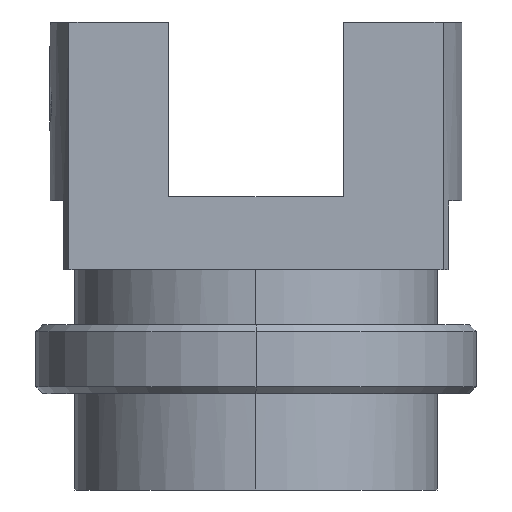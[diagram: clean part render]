
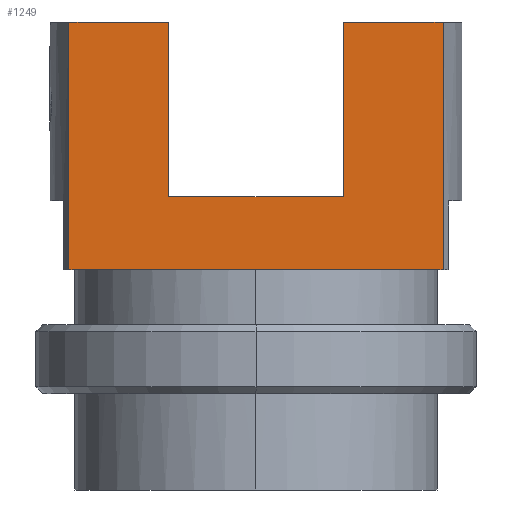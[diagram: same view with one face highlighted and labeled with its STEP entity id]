
A CAD part, left-side view. The second image highlights one B-rep face of the part: STEP entity #1249.
In plain terms, the highlighted planar face has unit normal (-1, 0, 0).
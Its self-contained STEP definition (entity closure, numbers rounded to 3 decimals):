
#4 = EDGE_CURVE ( 'NONE', #92, #398, #976, .T. ) ;
#10 = CARTESIAN_POINT ( 'NONE',  ( -6.35, -6.35, 21.3 ) ) ;
#19 = EDGE_LOOP ( 'NONE', ( #187, #1179, #958, #454, #1185, #587, #1201, #112, #1423, #326 ) ) ;
#53 = DIRECTION ( 'NONE',  ( -1., 0., 0. ) ) ;
#55 = VECTOR ( 'NONE', #935, 1000. ) ;
#61 = VERTEX_POINT ( 'NONE', #699 ) ;
#92 = VERTEX_POINT ( 'NONE', #850 ) ;
#112 = ORIENTED_EDGE ( 'NONE', *, *, #686, .T. ) ;
#152 = VERTEX_POINT ( 'NONE', #10 ) ;
#163 = VECTOR ( 'NONE', #1485, 1000. ) ;
#187 = ORIENTED_EDGE ( 'NONE', *, *, #1539, .T. ) ;
#215 = EDGE_CURVE ( 'NONE', #888, #922, #505, .T. ) ;
#254 = CARTESIAN_POINT ( 'NONE',  ( -6.35, 6.35, 21.3 ) ) ;
#272 = DIRECTION ( 'NONE',  ( 0., -1., 0. ) ) ;
#286 = CARTESIAN_POINT ( 'NONE',  ( -6.35, 16., 16. ) ) ;
#297 = CARTESIAN_POINT ( 'NONE',  ( -6.35, 6.35, 34. ) ) ;
#307 = DIRECTION ( 'NONE',  ( 0., 0., -1. ) ) ;
#326 = ORIENTED_EDGE ( 'NONE', *, *, #1006, .T. ) ;
#356 = EDGE_CURVE ( 'NONE', #152, #1081, #1606, .T. ) ;
#360 = VERTEX_POINT ( 'NONE', #561 ) ;
#389 = FACE_OUTER_BOUND ( 'NONE', #19, .T. ) ;
#398 = VERTEX_POINT ( 'NONE', #297 ) ;
#424 = CARTESIAN_POINT ( 'NONE',  ( -6.35, 16., 16. ) ) ;
#430 = CARTESIAN_POINT ( 'NONE',  ( -6.35, 13.59, 43. ) ) ;
#442 = CARTESIAN_POINT ( 'NONE',  ( -6.35, 11.515, 16. ) ) ;
#444 = DIRECTION ( 'NONE',  ( 0., 0., 1. ) ) ;
#447 = DIRECTION ( 'NONE',  ( 0., -1., 0. ) ) ;
#454 = ORIENTED_EDGE ( 'NONE', *, *, #356, .T. ) ;
#482 = VECTOR ( 'NONE', #741, 1000. ) ;
#505 = LINE ( 'NONE', #970, #163 ) ;
#506 = EDGE_CURVE ( 'NONE', #1081, #398, #583, .T. ) ;
#543 = VECTOR ( 'NONE', #444, 1000. ) ;
#555 = EDGE_CURVE ( 'NONE', #360, #152, #916, .T. ) ;
#561 = CARTESIAN_POINT ( 'NONE',  ( -6.35, -6.35, 34. ) ) ;
#564 = CARTESIAN_POINT ( 'NONE',  ( -6.35, 6.35, 21.3 ) ) ;
#583 = LINE ( 'NONE', #1469, #543 ) ;
#587 = ORIENTED_EDGE ( 'NONE', *, *, #4, .F. ) ;
#611 = VERTEX_POINT ( 'NONE', #878 ) ;
#667 = VECTOR ( 'NONE', #996, 1000. ) ;
#686 = EDGE_CURVE ( 'NONE', #611, #888, #690, .T. ) ;
#690 = LINE ( 'NONE', #424, #1373 ) ;
#699 = CARTESIAN_POINT ( 'NONE',  ( -6.35, -13.59, 34. ) ) ;
#741 = DIRECTION ( 'NONE',  ( 0., 0., -1. ) ) ;
#775 = CARTESIAN_POINT ( 'NONE',  ( -6.35, 16., 34. ) ) ;
#845 = VERTEX_POINT ( 'NONE', #1076 ) ;
#850 = CARTESIAN_POINT ( 'NONE',  ( -6.35, 13.59, 34. ) ) ;
#858 = LINE ( 'NONE', #1613, #667 ) ;
#878 = CARTESIAN_POINT ( 'NONE',  ( -6.35, 13.59, 16. ) ) ;
#881 = LINE ( 'NONE', #1144, #1080 ) ;
#888 = VERTEX_POINT ( 'NONE', #442 ) ;
#895 = VECTOR ( 'NONE', #272, 1000. ) ;
#916 = LINE ( 'NONE', #1482, #482 ) ;
#922 = VERTEX_POINT ( 'NONE', #1467 ) ;
#935 = DIRECTION ( 'NONE',  ( 0., 1., 0. ) ) ;
#958 = ORIENTED_EDGE ( 'NONE', *, *, #555, .T. ) ;
#970 = CARTESIAN_POINT ( 'NONE',  ( -6.35, 16., 16. ) ) ;
#976 = LINE ( 'NONE', #1093, #1213 ) ;
#990 = AXIS2_PLACEMENT_3D ( 'NONE', #286, #53, #1433 ) ;
#996 = DIRECTION ( 'NONE',  ( 0., -1., 0. ) ) ;
#1006 = EDGE_CURVE ( 'NONE', #922, #845, #858, .T. ) ;
#1072 = VECTOR ( 'NONE', #307, 1000. ) ;
#1076 = CARTESIAN_POINT ( 'NONE',  ( -6.35, -13.59, 16. ) ) ;
#1080 = VECTOR ( 'NONE', #1398, 1000. ) ;
#1081 = VERTEX_POINT ( 'NONE', #254 ) ;
#1093 = CARTESIAN_POINT ( 'NONE',  ( -6.35, 16., 34. ) ) ;
#1144 = CARTESIAN_POINT ( 'NONE',  ( -6.35, -13.59, 43. ) ) ;
#1151 = EDGE_CURVE ( 'NONE', #360, #61, #1571, .T. ) ;
#1169 = PLANE ( 'NONE',  #990 ) ;
#1179 = ORIENTED_EDGE ( 'NONE', *, *, #1151, .F. ) ;
#1185 = ORIENTED_EDGE ( 'NONE', *, *, #506, .T. ) ;
#1187 = EDGE_CURVE ( 'NONE', #92, #611, #1295, .T. ) ;
#1201 = ORIENTED_EDGE ( 'NONE', *, *, #1187, .T. ) ;
#1213 = VECTOR ( 'NONE', #447, 1000. ) ;
#1249 = ADVANCED_FACE ( 'NONE', ( #389 ), #1169, .T. ) ;
#1295 = LINE ( 'NONE', #430, #1072 ) ;
#1373 = VECTOR ( 'NONE', #1550, 1000. ) ;
#1398 = DIRECTION ( 'NONE',  ( 0., 0., 1. ) ) ;
#1423 = ORIENTED_EDGE ( 'NONE', *, *, #215, .T. ) ;
#1433 = DIRECTION ( 'NONE',  ( 0., -1., 0. ) ) ;
#1467 = CARTESIAN_POINT ( 'NONE',  ( -6.35, -11.515, 16. ) ) ;
#1469 = CARTESIAN_POINT ( 'NONE',  ( -6.35, 6.35, 41.3 ) ) ;
#1482 = CARTESIAN_POINT ( 'NONE',  ( -6.35, -6.35, 41.3 ) ) ;
#1485 = DIRECTION ( 'NONE',  ( 0., -1., 0. ) ) ;
#1539 = EDGE_CURVE ( 'NONE', #845, #61, #881, .T. ) ;
#1550 = DIRECTION ( 'NONE',  ( 0., -1., 0. ) ) ;
#1571 = LINE ( 'NONE', #775, #895 ) ;
#1606 = LINE ( 'NONE', #564, #55 ) ;
#1613 = CARTESIAN_POINT ( 'NONE',  ( -6.35, 16., 16. ) ) ;
